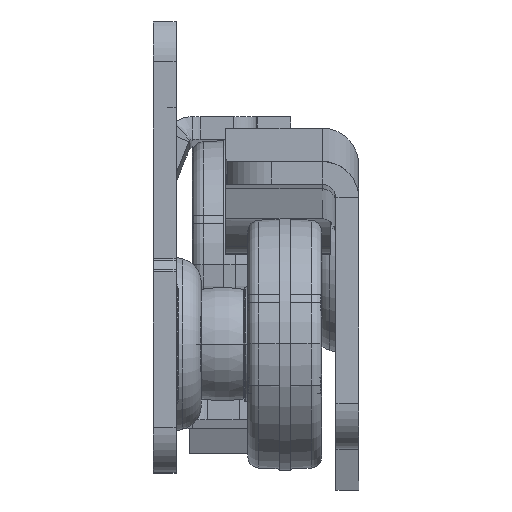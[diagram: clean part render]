
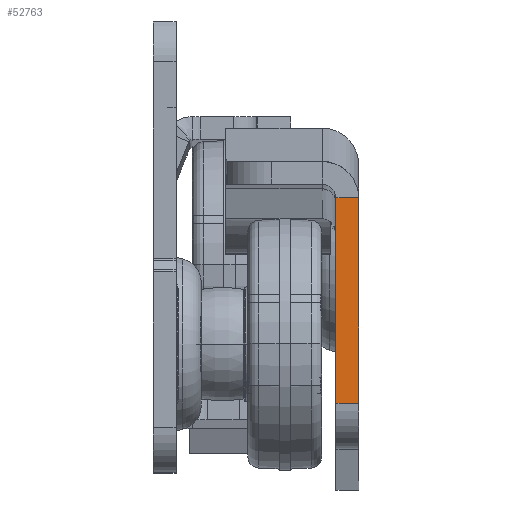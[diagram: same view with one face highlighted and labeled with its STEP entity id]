
A CAD part, top view. The second image highlights one B-rep face of the part: STEP entity #52763.
In plain terms, the highlighted face is planar.
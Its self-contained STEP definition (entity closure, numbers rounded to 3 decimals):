
#498 = DIRECTION ( 'NONE',  ( 1., 0., 0. ) ) ;
#902 = VECTOR ( 'NONE', #40599, 1000. ) ;
#1629 = ORIENTED_EDGE ( 'NONE', *, *, #13860, .T. ) ;
#2389 = CARTESIAN_POINT ( 'NONE',  ( 0., -11.75, 495.5 ) ) ;
#3508 = VERTEX_POINT ( 'NONE', #42805 ) ;
#6245 = EDGE_CURVE ( 'NONE', #3508, #17418, #7476, .T. ) ;
#7476 = LINE ( 'NONE', #2389, #52116 ) ;
#11998 = LINE ( 'NONE', #36856, #902 ) ;
#12796 = CARTESIAN_POINT ( 'NONE',  ( 0., -7.75, 495.5 ) ) ;
#13860 = EDGE_CURVE ( 'NONE', #14713, #34917, #11998, .T. ) ;
#14713 = VERTEX_POINT ( 'NONE', #46212 ) ;
#16968 = DIRECTION ( 'NONE',  ( 1., 0., 0. ) ) ;
#17418 = VERTEX_POINT ( 'NONE', #12796 ) ;
#19329 = ORIENTED_EDGE ( 'NONE', *, *, #6245, .F. ) ;
#21117 = CARTESIAN_POINT ( 'NONE',  ( -2., -11.75, 495.5 ) ) ;
#21776 = CARTESIAN_POINT ( 'NONE',  ( -2., -7.75, 495.5 ) ) ;
#23061 = CARTESIAN_POINT ( 'NONE',  ( -2., -7.75, 495.5 ) ) ;
#24897 = PLANE ( 'NONE',  #52510 ) ;
#25041 = LINE ( 'NONE', #21776, #45455 ) ;
#25181 = FACE_OUTER_BOUND ( 'NONE', #31692, .T. ) ;
#25646 = CARTESIAN_POINT ( 'NONE',  ( -2., 10.226, 495.5 ) ) ;
#29155 = DIRECTION ( 'NONE',  ( 0., 0., 1. ) ) ;
#29603 = ORIENTED_EDGE ( 'NONE', *, *, #49404, .T. ) ;
#31273 = VECTOR ( 'NONE', #498, 1000. ) ;
#31692 = EDGE_LOOP ( 'NONE', ( #51598, #1629, #29603, #19329 ) ) ;
#34917 = VERTEX_POINT ( 'NONE', #23061 ) ;
#35028 = DIRECTION ( 'NONE',  ( 0., -1., 0. ) ) ;
#36856 = CARTESIAN_POINT ( 'NONE',  ( -2., -11.75, 495.5 ) ) ;
#37639 = EDGE_CURVE ( 'NONE', #14713, #3508, #51836, .T. ) ;
#40599 = DIRECTION ( 'NONE',  ( 0., -1., 0. ) ) ;
#41173 = DIRECTION ( 'NONE',  ( 1., 0., 0. ) ) ;
#42805 = CARTESIAN_POINT ( 'NONE',  ( 0., 10.226, 495.5 ) ) ;
#45455 = VECTOR ( 'NONE', #16968, 1000. ) ;
#46212 = CARTESIAN_POINT ( 'NONE',  ( -2., 10.226, 495.5 ) ) ;
#49404 = EDGE_CURVE ( 'NONE', #34917, #17418, #25041, .T. ) ;
#51598 = ORIENTED_EDGE ( 'NONE', *, *, #37639, .F. ) ;
#51836 = LINE ( 'NONE', #25646, #31273 ) ;
#52116 = VECTOR ( 'NONE', #35028, 1000. ) ;
#52510 = AXIS2_PLACEMENT_3D ( 'NONE', #21117, #29155, #41173 ) ;
#52763 = ADVANCED_FACE ( 'NONE', ( #25181 ), #24897, .T. ) ;
